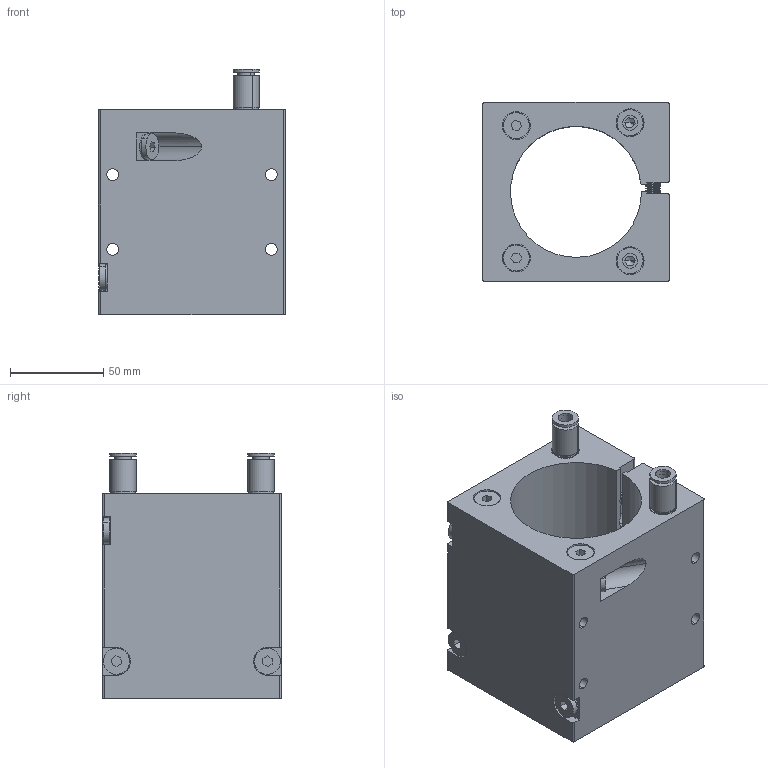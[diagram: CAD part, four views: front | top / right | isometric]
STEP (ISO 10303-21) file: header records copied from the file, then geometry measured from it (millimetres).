
FILE_DESCRIPTION (( 'STEP AP214' ), '1' );
FILE_NAME ('0186-0848_180920_PF11-70x110FC.STEP', '2018-09-20T11:22:46', ( '' ), ( '' ), 'SwSTEP 2.0', 'SolidWorks 2018', '' );
FILE_SCHEMA (( 'AUTOMOTIVE_DESIGN' ));
Length unit declared in the file: millimetre
Products named in the file (2): 0186-0848_180920_PF11-70x110FC
Bounding box: 100 x 96 x 131.5 mm (x, y, z)
Volume: 578820.8 mm3; surface area: 125266.8 mm2
Topology: 27 solids, 27 shells, 1952 faces, 4745 edges, 2876 vertices
Faces by surface type: cone 657, cylinder 457, torus 404, plane 319, bspline 115
Entity records: 82172 total; most frequent: CARTESIAN_POINT 13528, DIRECTION 10740, ORIENTED_EDGE 9418, EDGE_CURVE 4709, AXIS2_PLACEMENT_3D 4462, VERTEX_POINT 2876, CIRCLE 2623, EDGE_LOOP 2077
